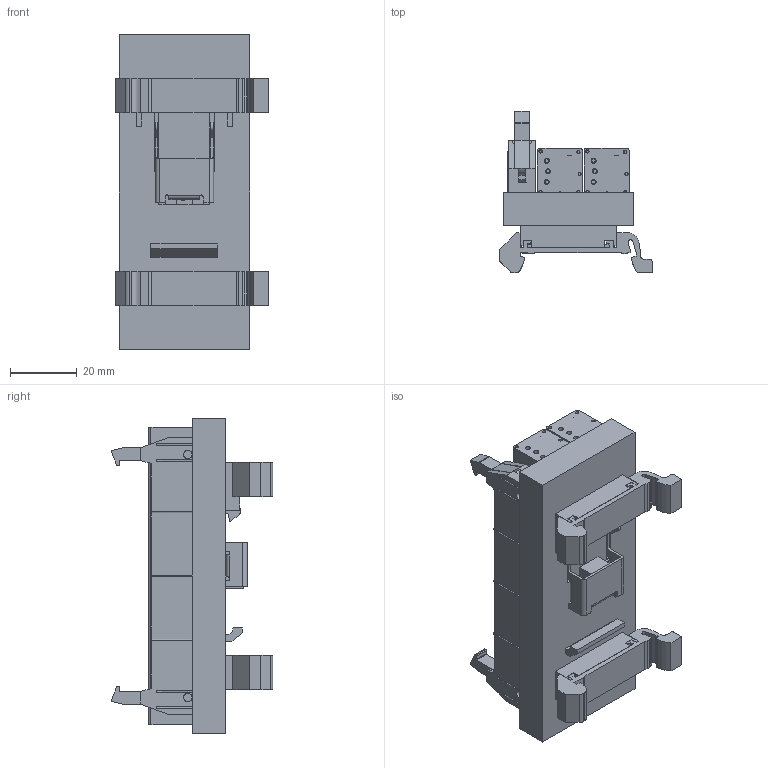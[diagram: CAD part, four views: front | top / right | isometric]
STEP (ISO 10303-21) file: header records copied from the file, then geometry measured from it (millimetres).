
FILE_DESCRIPTION(('SolidDesigner STEP Export'),'2;1');
FILE_NAME('50 poles.stp','2020-08-25T13:21:37',(''),(''),'Creo Elements/Direct Modeling STEP processor for AP214 (Solid Model)','Creo Elements/Direct Modeling 20.1 10-Mar-2018 (C) Parametric Technology GmbH','');
FILE_SCHEMA(('AUTOMOTIVE_DESIGN { 1 0 10303 214 1 1 1 1 }'));
Length unit declared in the file: millimetre
Products named in the file (12): SPRING; spt_1.5-10_v_3.5.1.1.2.2; pxc_1990931_00_SPT-1-5-10-V-3-5_3D.stp.2.2; CLIP.1; PCB; FLK_40_Stiftleiste_PANCON.1; PCB_ASSY; HOUSING; CLIP; PTFIX_NS35A-select.2.1.1.1; PTFIX_NS35A-select.2.1.1; 50_PIN
Assembly tree (13 placements, depth 4):
  50_PIN
    PTFIX_NS35A-select.2.1.1
    PTFIX_NS35A-select.2.1.1.1
    CLIP
    HOUSING
    PCB_ASSY
      FLK_40_Stiftleiste_PANCON.1
      PCB
      CLIP.1  x2
      pxc_1990931_00_SPT-1-5-10-V-3-5_3D.stp.2.2  x2
        spt_1.5-10_v_3.5.1.1.2.2
    SPRING
Bounding box: 45.7 x 48.29 x 94 mm (x, y, z)
Volume: 77551.6 mm3; surface area: 47541.7 mm2
Topology: 11 solids, 89 shells, 4435 faces, 11066 edges, 7278 vertices
Faces by surface type: plane 3341, cylinder 666, cone 316, torus 104, bspline 6, extrusion 2
Entity records: 107313 total; most frequent: CARTESIAN_POINT 25142, ORIENTED_EDGE 15324, DIRECTION 13220, EDGE_CURVE 7662, VECTOR 6060, LINE 6058, VERTEX_POINT 5021, AXIS2_PLACEMENT_3D 3580
